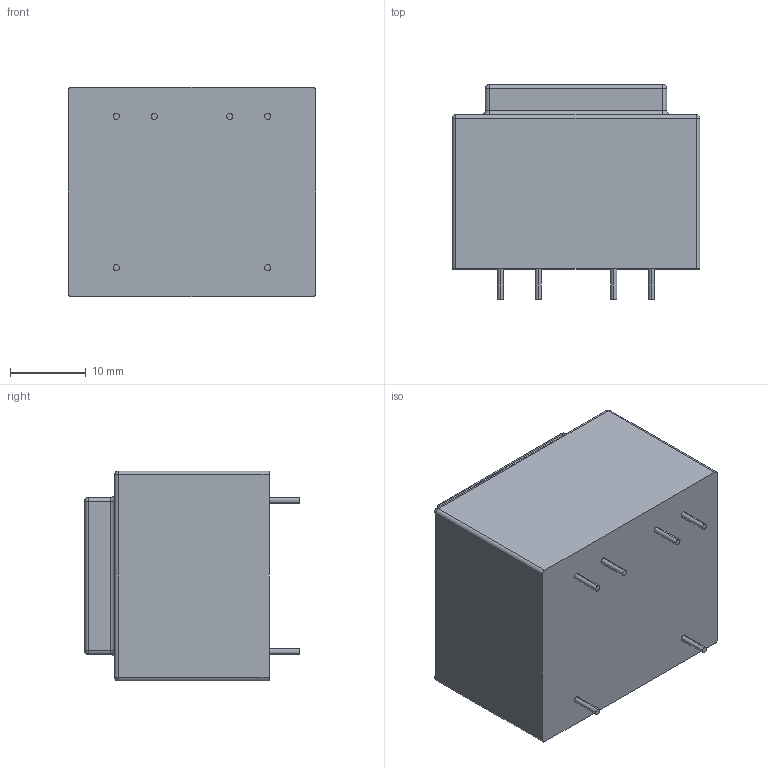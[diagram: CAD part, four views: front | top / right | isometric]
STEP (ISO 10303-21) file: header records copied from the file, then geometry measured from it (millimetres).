
FILE_DESCRIPTION (( 'STEP AP214' ), '1' );
FILE_NAME ('VTX-121-3015-2xx.STEP', '2023-08-17T08:23:56', ( '' ), ( '' ), 'SwSTEP 2.0', 'SolidWorks 2022', '' );
FILE_SCHEMA (( 'AUTOMOTIVE_DESIGN' ));
Length unit declared in the file: millimetre
Products named in the file (1): VTX-121-3015-2xx
Bounding box: 32.8 x 28.4 x 27.8 mm (x, y, z)
Volume: 20619.5 mm3; surface area: 4631.1 mm2
Topology: 1 solids, 1 shells, 61 faces, 132 edges, 72 vertices
Faces by surface type: cylinder 32, plane 17, sphere 8, torus 4
Entity records: 1822 total; most frequent: DIRECTION 316, CARTESIAN_POINT 258, ORIENTED_EDGE 248, AXIS2_PLACEMENT_3D 130, EDGE_CURVE 124, VERTEX_POINT 72, EDGE_LOOP 68, CIRCLE 68
